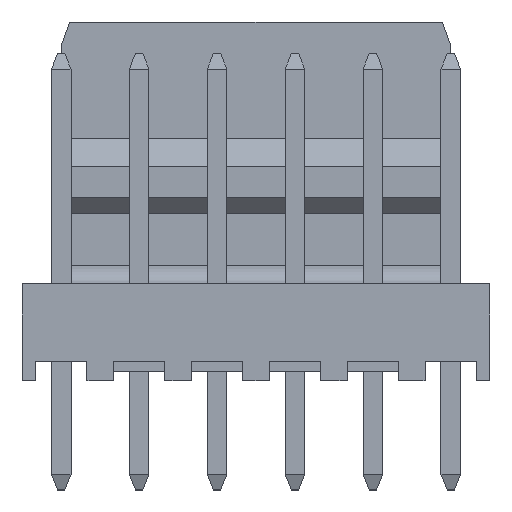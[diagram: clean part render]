
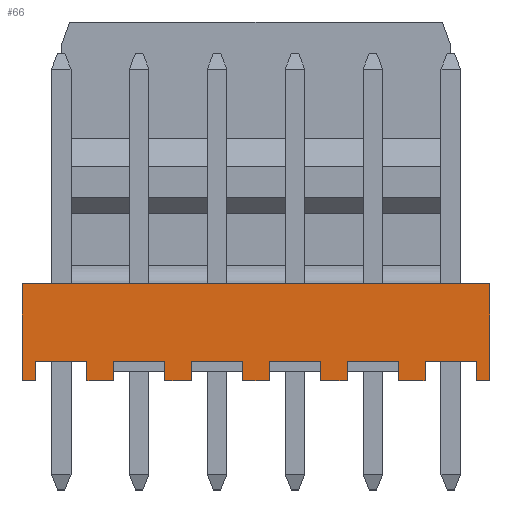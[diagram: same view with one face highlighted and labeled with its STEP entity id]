
A CAD part, top view. The second image highlights one B-rep face of the part: STEP entity #66.
In plain terms, the highlighted planar face has unit normal (0, 0, 1).
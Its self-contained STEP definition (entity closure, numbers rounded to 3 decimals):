
#66=ADVANCED_FACE('',(#281),#282,.T.);
#281=FACE_OUTER_BOUND('',#717,.T.);
#282=PLANE('',#718);
#717=EDGE_LOOP('',(#1158,#1159,#1160,#1161,#1162,#1163,#1164,#1165,#1166,#1167,#1168,#1169,#1170,#1171,#1172,#1173,#1174,#1175,#1176,#1177,#1178,#1179,#1180,#1181,#1182,#1183,#1184,#1185));
#718=AXIS2_PLACEMENT_3D('',#1186,#1187,#1188);
#1158=ORIENTED_EDGE('',*,*,#2796,.F.);
#1159=ORIENTED_EDGE('',*,*,#2797,.F.);
#1160=ORIENTED_EDGE('',*,*,#2798,.T.);
#1161=ORIENTED_EDGE('',*,*,#2799,.F.);
#1162=ORIENTED_EDGE('',*,*,#2800,.F.);
#1163=ORIENTED_EDGE('',*,*,#2795,.T.);
#1164=ORIENTED_EDGE('',*,*,#2801,.T.);
#1165=ORIENTED_EDGE('',*,*,#2802,.T.);
#1166=ORIENTED_EDGE('',*,*,#2803,.F.);
#1167=ORIENTED_EDGE('',*,*,#2804,.F.);
#1168=ORIENTED_EDGE('',*,*,#2805,.T.);
#1169=ORIENTED_EDGE('',*,*,#2806,.T.);
#1170=ORIENTED_EDGE('',*,*,#2807,.F.);
#1171=ORIENTED_EDGE('',*,*,#2808,.F.);
#1172=ORIENTED_EDGE('',*,*,#2809,.T.);
#1173=ORIENTED_EDGE('',*,*,#2810,.T.);
#1174=ORIENTED_EDGE('',*,*,#2811,.F.);
#1175=ORIENTED_EDGE('',*,*,#2812,.F.);
#1176=ORIENTED_EDGE('',*,*,#2813,.T.);
#1177=ORIENTED_EDGE('',*,*,#2814,.T.);
#1178=ORIENTED_EDGE('',*,*,#2815,.F.);
#1179=ORIENTED_EDGE('',*,*,#2816,.F.);
#1180=ORIENTED_EDGE('',*,*,#2817,.T.);
#1181=ORIENTED_EDGE('',*,*,#2818,.T.);
#1182=ORIENTED_EDGE('',*,*,#2819,.F.);
#1183=ORIENTED_EDGE('',*,*,#2820,.F.);
#1184=ORIENTED_EDGE('',*,*,#2821,.T.);
#1185=ORIENTED_EDGE('',*,*,#2822,.T.);
#1186=CARTESIAN_POINT('',(-7.62,1.58,2.9));
#1187=DIRECTION('',(0.0,0.0,1.0));
#1188=DIRECTION('',(1.0,0.0,0.0));
#2795=EDGE_CURVE('',#3342,#3346,#3348,.T.);
#2796=EDGE_CURVE('',#3349,#3350,#3351,.T.);
#2797=EDGE_CURVE('',#3352,#3349,#3353,.T.);
#2798=EDGE_CURVE('',#3352,#3354,#3355,.T.);
#2799=EDGE_CURVE('',#3356,#3354,#3357,.T.);
#2800=EDGE_CURVE('',#3342,#3356,#3358,.T.);
#2801=EDGE_CURVE('',#3346,#3359,#3360,.T.);
#2802=EDGE_CURVE('',#3359,#3361,#3362,.T.);
#2803=EDGE_CURVE('',#3363,#3361,#3364,.T.);
#2804=EDGE_CURVE('',#3365,#3363,#3366,.T.);
#2805=EDGE_CURVE('',#3365,#3367,#3368,.T.);
#2806=EDGE_CURVE('',#3367,#3369,#3370,.T.);
#2807=EDGE_CURVE('',#3371,#3369,#3372,.T.);
#2808=EDGE_CURVE('',#3373,#3371,#3374,.T.);
#2809=EDGE_CURVE('',#3373,#3375,#3376,.T.);
#2810=EDGE_CURVE('',#3375,#3377,#3378,.T.);
#2811=EDGE_CURVE('',#3379,#3377,#3380,.T.);
#2812=EDGE_CURVE('',#3381,#3379,#3382,.T.);
#2813=EDGE_CURVE('',#3381,#3383,#3384,.T.);
#2814=EDGE_CURVE('',#3383,#3385,#3386,.T.);
#2815=EDGE_CURVE('',#3387,#3385,#3388,.T.);
#2816=EDGE_CURVE('',#3389,#3387,#3390,.T.);
#2817=EDGE_CURVE('',#3389,#3391,#3392,.T.);
#2818=EDGE_CURVE('',#3391,#3393,#3394,.T.);
#2819=EDGE_CURVE('',#3395,#3393,#3396,.T.);
#2820=EDGE_CURVE('',#3397,#3395,#3398,.T.);
#2821=EDGE_CURVE('',#3397,#3399,#3400,.T.);
#2822=EDGE_CURVE('',#3399,#3350,#3401,.T.);
#3342=VERTEX_POINT('',#4181);
#3346=VERTEX_POINT('',#4187);
#3348=LINE('',#4190,#4191);
#3349=VERTEX_POINT('',#4192);
#3350=VERTEX_POINT('',#4193);
#3351=LINE('',#4194,#4195);
#3352=VERTEX_POINT('',#4196);
#3353=LINE('',#4197,#4198);
#3354=VERTEX_POINT('',#4199);
#3355=LINE('',#4200,#4201);
#3356=VERTEX_POINT('',#4202);
#3357=LINE('',#4203,#4204);
#3358=LINE('',#4205,#4206);
#3359=VERTEX_POINT('',#4207);
#3360=LINE('',#4208,#4209);
#3361=VERTEX_POINT('',#4210);
#3362=LINE('',#4211,#4212);
#3363=VERTEX_POINT('',#4213);
#3364=LINE('',#4214,#4215);
#3365=VERTEX_POINT('',#4216);
#3366=LINE('',#4217,#4218);
#3367=VERTEX_POINT('',#4219);
#3368=LINE('',#4220,#4221);
#3369=VERTEX_POINT('',#4222);
#3370=LINE('',#4223,#4224);
#3371=VERTEX_POINT('',#4225);
#3372=LINE('',#4226,#4227);
#3373=VERTEX_POINT('',#4228);
#3374=LINE('',#4229,#4230);
#3375=VERTEX_POINT('',#4231);
#3376=LINE('',#4232,#4233);
#3377=VERTEX_POINT('',#4234);
#3378=LINE('',#4235,#4236);
#3379=VERTEX_POINT('',#4237);
#3380=LINE('',#4238,#4239);
#3381=VERTEX_POINT('',#4240);
#3382=LINE('',#4241,#4242);
#3383=VERTEX_POINT('',#4243);
#3384=LINE('',#4244,#4245);
#3385=VERTEX_POINT('',#4246);
#3386=LINE('',#4247,#4248);
#3387=VERTEX_POINT('',#4249);
#3388=LINE('',#4250,#4251);
#3389=VERTEX_POINT('',#4252);
#3390=LINE('',#4253,#4254);
#3391=VERTEX_POINT('',#4255);
#3392=LINE('',#4256,#4257);
#3393=VERTEX_POINT('',#4258);
#3394=LINE('',#4259,#4260);
#3395=VERTEX_POINT('',#4261);
#3396=LINE('',#4262,#4263);
#3397=VERTEX_POINT('',#4264);
#3398=LINE('',#4265,#4266);
#3399=VERTEX_POINT('',#4267);
#3400=LINE('',#4268,#4269);
#3401=LINE('',#4270,#4271);
#4181=CARTESIAN_POINT('',(-7.62,1.58,2.9));
#4187=CARTESIAN_POINT('',(-7.62,-1.58,2.9));
#4190=CARTESIAN_POINT('',(-7.62,1.58,2.9));
#4191=VECTOR('',#5533,3.16);
#4192=CARTESIAN_POINT('',(7.19,-0.94,2.9));
#4193=CARTESIAN_POINT('',(5.51,-0.94,2.9));
#4194=CARTESIAN_POINT('',(7.19,-0.94,2.9));
#4195=VECTOR('',#5534,1.68);
#4196=CARTESIAN_POINT('',(7.19,-1.58,2.9));
#4197=CARTESIAN_POINT('',(7.19,-1.58,2.9));
#4198=VECTOR('',#5535,0.64);
#4199=CARTESIAN_POINT('',(7.62,-1.58,2.9));
#4200=CARTESIAN_POINT('',(7.19,-1.58,2.9));
#4201=VECTOR('',#5536,0.43);
#4202=CARTESIAN_POINT('',(7.62,1.58,2.9));
#4203=CARTESIAN_POINT('',(7.62,1.58,2.9));
#4204=VECTOR('',#5537,3.16);
#4205=CARTESIAN_POINT('',(-7.62,1.58,2.9));
#4206=VECTOR('',#5538,15.24);
#4207=CARTESIAN_POINT('',(-7.19,-1.58,2.9));
#4208=CARTESIAN_POINT('',(-7.62,-1.58,2.9));
#4209=VECTOR('',#5539,0.43);
#4210=CARTESIAN_POINT('',(-7.19,-0.94,2.9));
#4211=CARTESIAN_POINT('',(-7.19,-1.58,2.9));
#4212=VECTOR('',#5540,0.64);
#4213=CARTESIAN_POINT('',(-5.51,-0.94,2.9));
#4214=CARTESIAN_POINT('',(-5.51,-0.94,2.9));
#4215=VECTOR('',#5541,1.68);
#4216=CARTESIAN_POINT('',(-5.51,-1.58,2.9));
#4217=CARTESIAN_POINT('',(-5.51,-1.58,2.9));
#4218=VECTOR('',#5542,0.64);
#4219=CARTESIAN_POINT('',(-4.65,-1.58,2.9));
#4220=CARTESIAN_POINT('',(-5.51,-1.58,2.9));
#4221=VECTOR('',#5543,0.86);
#4222=CARTESIAN_POINT('',(-4.65,-0.94,2.9));
#4223=CARTESIAN_POINT('',(-4.65,-1.58,2.9));
#4224=VECTOR('',#5544,0.64);
#4225=CARTESIAN_POINT('',(-2.97,-0.94,2.9));
#4226=CARTESIAN_POINT('',(-2.97,-0.94,2.9));
#4227=VECTOR('',#5545,1.68);
#4228=CARTESIAN_POINT('',(-2.97,-1.58,2.9));
#4229=CARTESIAN_POINT('',(-2.97,-1.58,2.9));
#4230=VECTOR('',#5546,0.64);
#4231=CARTESIAN_POINT('',(-2.11,-1.58,2.9));
#4232=CARTESIAN_POINT('',(-2.97,-1.58,2.9));
#4233=VECTOR('',#5547,0.86);
#4234=CARTESIAN_POINT('',(-2.11,-0.94,2.9));
#4235=CARTESIAN_POINT('',(-2.11,-1.58,2.9));
#4236=VECTOR('',#5548,0.64);
#4237=CARTESIAN_POINT('',(-0.43,-0.94,2.9));
#4238=CARTESIAN_POINT('',(-0.43,-0.94,2.9));
#4239=VECTOR('',#5549,1.68);
#4240=CARTESIAN_POINT('',(-0.43,-1.58,2.9));
#4241=CARTESIAN_POINT('',(-0.43,-1.58,2.9));
#4242=VECTOR('',#5550,0.64);
#4243=CARTESIAN_POINT('',(0.43,-1.58,2.9));
#4244=CARTESIAN_POINT('',(-0.43,-1.58,2.9));
#4245=VECTOR('',#5551,0.86);
#4246=CARTESIAN_POINT('',(0.43,-0.94,2.9));
#4247=CARTESIAN_POINT('',(0.43,-1.58,2.9));
#4248=VECTOR('',#5552,0.64);
#4249=CARTESIAN_POINT('',(2.11,-0.94,2.9));
#4250=CARTESIAN_POINT('',(2.11,-0.94,2.9));
#4251=VECTOR('',#5553,1.68);
#4252=CARTESIAN_POINT('',(2.11,-1.58,2.9));
#4253=CARTESIAN_POINT('',(2.11,-1.58,2.9));
#4254=VECTOR('',#5554,0.64);
#4255=CARTESIAN_POINT('',(2.97,-1.58,2.9));
#4256=CARTESIAN_POINT('',(2.11,-1.58,2.9));
#4257=VECTOR('',#5555,0.86);
#4258=CARTESIAN_POINT('',(2.97,-0.94,2.9));
#4259=CARTESIAN_POINT('',(2.97,-1.58,2.9));
#4260=VECTOR('',#5556,0.64);
#4261=CARTESIAN_POINT('',(4.65,-0.94,2.9));
#4262=CARTESIAN_POINT('',(4.65,-0.94,2.9));
#4263=VECTOR('',#5557,1.68);
#4264=CARTESIAN_POINT('',(4.65,-1.58,2.9));
#4265=CARTESIAN_POINT('',(4.65,-1.58,2.9));
#4266=VECTOR('',#5558,0.64);
#4267=CARTESIAN_POINT('',(5.51,-1.58,2.9));
#4268=CARTESIAN_POINT('',(4.65,-1.58,2.9));
#4269=VECTOR('',#5559,0.86);
#4270=CARTESIAN_POINT('',(5.51,-1.58,2.9));
#4271=VECTOR('',#5560,0.64);
#5533=DIRECTION('',(0.0,-1.0,0.0));
#5534=DIRECTION('',(-1.0,0.0,0.0));
#5535=DIRECTION('',(0.0,1.0,0.0));
#5536=DIRECTION('',(1.0,0.0,0.0));
#5537=DIRECTION('',(0.0,-1.0,0.0));
#5538=DIRECTION('',(1.0,0.0,0.0));
#5539=DIRECTION('',(1.0,0.0,0.0));
#5540=DIRECTION('',(0.0,1.0,0.0));
#5541=DIRECTION('',(-1.0,0.0,0.0));
#5542=DIRECTION('',(0.0,1.0,0.0));
#5543=DIRECTION('',(1.0,0.0,0.0));
#5544=DIRECTION('',(0.0,1.0,0.0));
#5545=DIRECTION('',(-1.0,0.0,0.0));
#5546=DIRECTION('',(0.0,1.0,0.0));
#5547=DIRECTION('',(1.0,0.0,0.0));
#5548=DIRECTION('',(0.0,1.0,0.0));
#5549=DIRECTION('',(-1.0,0.0,0.0));
#5550=DIRECTION('',(0.0,1.0,0.0));
#5551=DIRECTION('',(1.0,0.0,0.0));
#5552=DIRECTION('',(0.0,1.0,0.0));
#5553=DIRECTION('',(-1.0,0.0,0.0));
#5554=DIRECTION('',(0.0,1.0,0.0));
#5555=DIRECTION('',(1.0,0.0,0.0));
#5556=DIRECTION('',(0.0,1.0,0.0));
#5557=DIRECTION('',(-1.0,0.0,0.0));
#5558=DIRECTION('',(0.0,1.0,0.0));
#5559=DIRECTION('',(1.0,0.0,0.0));
#5560=DIRECTION('',(0.0,1.0,0.0));
